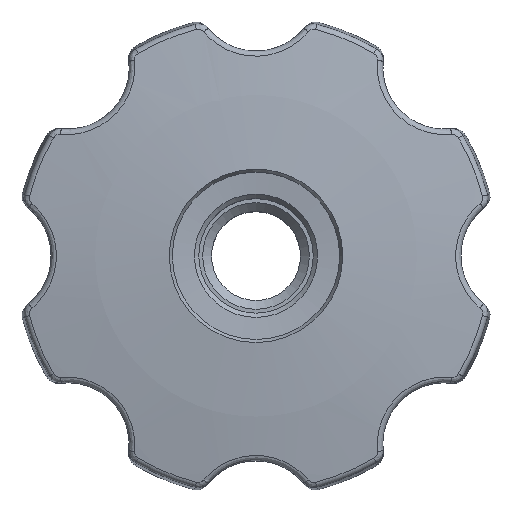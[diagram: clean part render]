
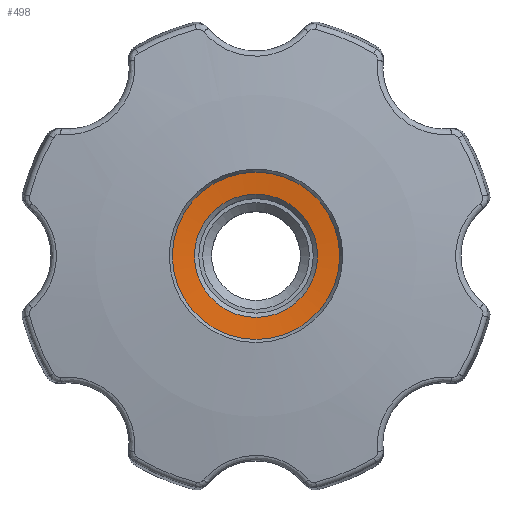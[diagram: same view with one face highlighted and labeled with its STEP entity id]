
A CAD part, top view. The second image highlights one B-rep face of the part: STEP entity #498.
In plain terms, the highlighted spherical face has radius 84.351 mm.
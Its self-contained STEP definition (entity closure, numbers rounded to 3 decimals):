
#498 = ADVANCED_FACE( '', ( #1103, #1104 ), #1105, .F. );
#1103 = FACE_OUTER_BOUND( '', #4506, .T. );
#1104 = FACE_OUTER_BOUND( '', #4507, .T. );
#1105 = SPHERICAL_SURFACE( '', #4508, 84.351 );
#4506 = EDGE_LOOP( '', ( #7311 ) );
#4507 = EDGE_LOOP( '', ( #7312 ) );
#4508 = AXIS2_PLACEMENT_3D( '', #7313, #7314, #7315 );
#7311 = ORIENTED_EDGE( '', *, *, #8303, .T. );
#7312 = ORIENTED_EDGE( '', *, *, #8233, .T. );
#7313 = CARTESIAN_POINT( '', ( 0., 0., 111.851 ) );
#7314 = DIRECTION( '', ( 0., 0., 1. ) );
#7315 = DIRECTION( '', ( 1., 0., 0. ) );
#8233 = EDGE_CURVE( '', #9045, #9045, #9046, .T. );
#8303 = EDGE_CURVE( '', #9163, #9163, #9164, .F. );
#9045 = VERTEX_POINT( '', #10478 );
#9046 = CIRCLE( '', #10479, 9.5 );
#9163 = VERTEX_POINT( '', #10859 );
#9164 = CIRCLE( '', #10860, 6.995 );
#10478 = CARTESIAN_POINT( '', ( 9.5, 0., 28.037 ) );
#10479 = AXIS2_PLACEMENT_3D( '', #13650, #13651, #13652 );
#10859 = CARTESIAN_POINT( '', ( 6.995, 0., 27.791 ) );
#10860 = AXIS2_PLACEMENT_3D( '', #13758, #13759, #13760 );
#13650 = CARTESIAN_POINT( '', ( 0., 0., 28.037 ) );
#13651 = DIRECTION( '', ( 0., 0., 1. ) );
#13652 = DIRECTION( '', ( 1., 0., 0. ) );
#13758 = CARTESIAN_POINT( '', ( 0., 0., 27.791 ) );
#13759 = DIRECTION( '', ( 0., 0., 1. ) );
#13760 = DIRECTION( '', ( 1., 0., 0. ) );
